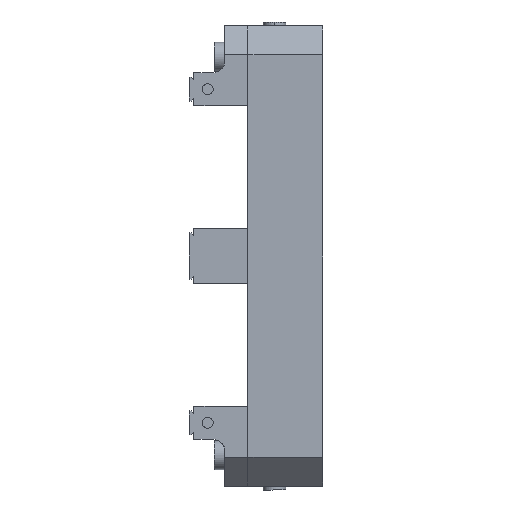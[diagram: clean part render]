
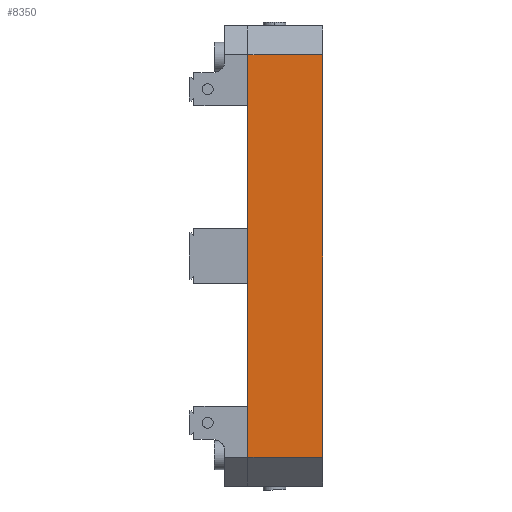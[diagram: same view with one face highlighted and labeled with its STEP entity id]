
A CAD part, left-side view. The second image highlights one B-rep face of the part: STEP entity #8350.
In plain terms, the highlighted planar face has unit normal (-1, 0, 0).
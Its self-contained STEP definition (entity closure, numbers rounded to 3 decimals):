
#352 = CARTESIAN_POINT ( 'NONE',  ( 0., 0., 15.875 ) ) ;
#442 = DIRECTION ( 'NONE',  ( 0., 1., 0. ) ) ;
#480 = VERTEX_POINT ( 'NONE', #8439 ) ;
#563 = DIRECTION ( 'NONE',  ( 1., 0., 0. ) ) ;
#1165 = VERTEX_POINT ( 'NONE', #10825 ) ;
#1420 = EDGE_CURVE ( 'NONE', #10297, #3752, #12391, .T. ) ;
#1469 = PLANE ( 'NONE',  #2332 ) ;
#1604 = CARTESIAN_POINT ( 'NONE',  ( 0., 0., 254. ) ) ;
#2181 = EDGE_CURVE ( 'NONE', #480, #1165, #2926, .T. ) ;
#2332 = AXIS2_PLACEMENT_3D ( 'NONE', #1604, #563, #8586 ) ;
#2770 = VECTOR ( 'NONE', #3535, 1000. ) ;
#2926 = LINE ( 'NONE', #7549, #2770 ) ;
#3535 = DIRECTION ( 'NONE',  ( 0., 0., -1. ) ) ;
#3752 = VERTEX_POINT ( 'NONE', #352 ) ;
#3781 = EDGE_CURVE ( 'NONE', #3752, #1165, #9138, .T. ) ;
#4136 = EDGE_LOOP ( 'NONE', ( #12390, #12523, #8049, #10059 ) ) ;
#4769 = VECTOR ( 'NONE', #442, 1000. ) ;
#5140 = LINE ( 'NONE', #7811, #10134 ) ;
#5400 = FACE_OUTER_BOUND ( 'NONE', #4136, .T. ) ;
#5949 = DIRECTION ( 'NONE',  ( 0., 0., -1. ) ) ;
#6535 = CARTESIAN_POINT ( 'NONE',  ( 0., 0., 238.125 ) ) ;
#7549 = CARTESIAN_POINT ( 'NONE',  ( 0., 41.275, 254. ) ) ;
#7811 = CARTESIAN_POINT ( 'NONE',  ( 0., 0., 238.125 ) ) ;
#7958 = VECTOR ( 'NONE', #5949, 1000. ) ;
#8049 = ORIENTED_EDGE ( 'NONE', *, *, #2181, .T. ) ;
#8350 = ADVANCED_FACE ( 'NONE', ( #5400 ), #1469, .F. ) ;
#8439 = CARTESIAN_POINT ( 'NONE',  ( 0., 41.275, 238.125 ) ) ;
#8586 = DIRECTION ( 'NONE',  ( 0., 0., -1. ) ) ;
#9138 = LINE ( 'NONE', #12462, #4769 ) ;
#10059 = ORIENTED_EDGE ( 'NONE', *, *, #3781, .F. ) ;
#10134 = VECTOR ( 'NONE', #10727, 1000. ) ;
#10297 = VERTEX_POINT ( 'NONE', #6535 ) ;
#10727 = DIRECTION ( 'NONE',  ( 0., 1., 0. ) ) ;
#10825 = CARTESIAN_POINT ( 'NONE',  ( 0., 41.275, 15.875 ) ) ;
#11957 = CARTESIAN_POINT ( 'NONE',  ( 0., 0., 254. ) ) ;
#12390 = ORIENTED_EDGE ( 'NONE', *, *, #1420, .F. ) ;
#12391 = LINE ( 'NONE', #11957, #7958 ) ;
#12462 = CARTESIAN_POINT ( 'NONE',  ( 0., 0., 15.875 ) ) ;
#12523 = ORIENTED_EDGE ( 'NONE', *, *, #12671, .T. ) ;
#12671 = EDGE_CURVE ( 'NONE', #10297, #480, #5140, .T. ) ;
